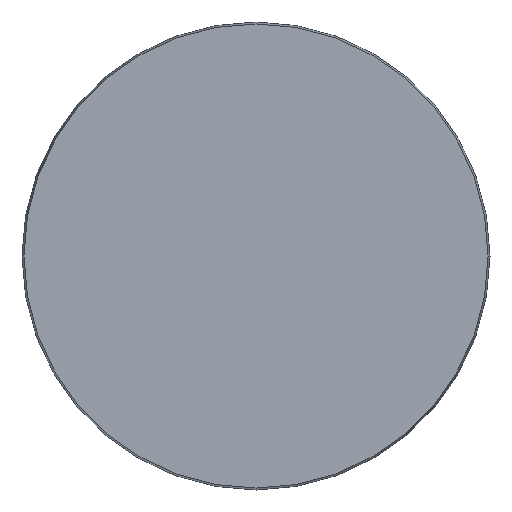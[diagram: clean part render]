
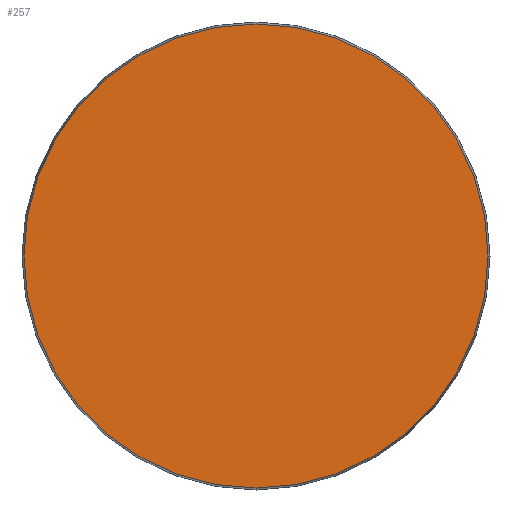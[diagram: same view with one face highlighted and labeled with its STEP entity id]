
A CAD part, front view. The second image highlights one B-rep face of the part: STEP entity #257.
In plain terms, the highlighted planar face has unit normal (0, -1, 0).
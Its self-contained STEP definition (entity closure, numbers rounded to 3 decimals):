
#61 = DIRECTION ( 'NONE',  ( 0., 1., 0. ) ) ;
#135 = CARTESIAN_POINT ( 'NONE',  ( 0., 0., 0. ) ) ;
#163 = VERTEX_POINT ( 'NONE', #357 ) ;
#226 = FACE_OUTER_BOUND ( 'NONE', #685, .T. ) ;
#257 = ADVANCED_FACE ( 'NONE', ( #226 ), #452, .F. ) ;
#299 = AXIS2_PLACEMENT_3D ( 'NONE', #135, #424, #481 ) ;
#357 = CARTESIAN_POINT ( 'NONE',  ( 0., 0., -68.425 ) ) ;
#400 = EDGE_CURVE ( 'NONE', #163, #163, #450, .T. ) ;
#404 = AXIS2_PLACEMENT_3D ( 'NONE', #527, #61, #636 ) ;
#424 = DIRECTION ( 'NONE',  ( 0., -1., 0. ) ) ;
#450 = CIRCLE ( 'NONE', #299, 68.425 ) ;
#452 = PLANE ( 'NONE',  #404 ) ;
#481 = DIRECTION ( 'NONE',  ( 0., 0., -1. ) ) ;
#513 = ORIENTED_EDGE ( 'NONE', *, *, #400, .T. ) ;
#527 = CARTESIAN_POINT ( 'NONE',  ( -68.425, 0., 0. ) ) ;
#636 = DIRECTION ( 'NONE',  ( 0., 0., 1. ) ) ;
#685 = EDGE_LOOP ( 'NONE', ( #513 ) ) ;
